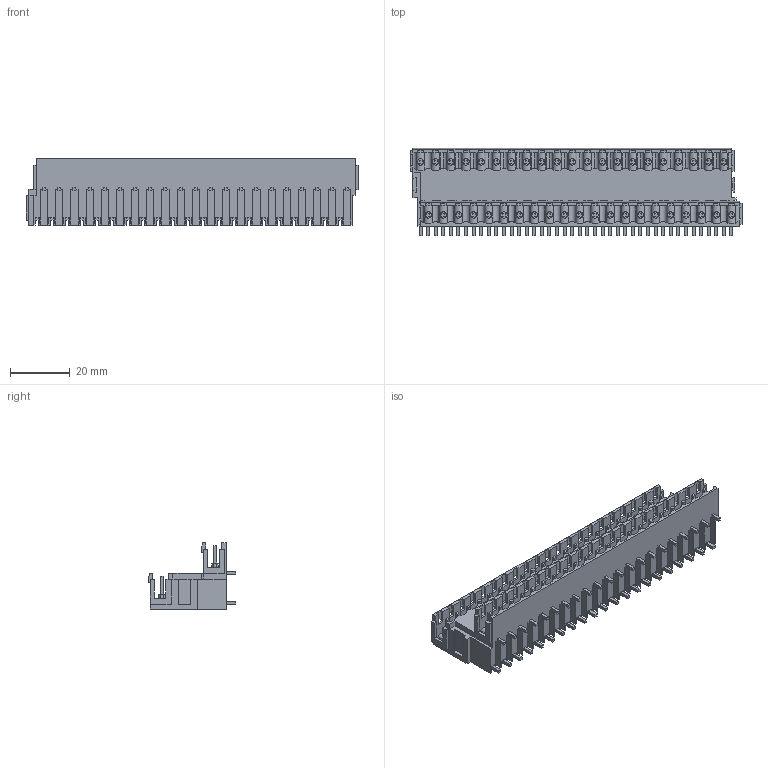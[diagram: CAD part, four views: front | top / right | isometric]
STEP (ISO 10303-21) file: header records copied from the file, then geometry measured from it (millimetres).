
FILE_DESCRIPTION(('CATIA V5 STEP Exchange','CAx-IF Rec.Pracs.--- Model Styling and Organization---1.2---2011-12-15'),'2;1');
FILE_NAME ('D1454991_0_1726470000_1726470000.stp','2017-09-26T13:16:11+00:00',('none'),('Weidmueller'),'CATIA Version 5-6 Release 2014','CATIA V5 STEP AP214','none');
FILE_SCHEMA(('AUTOMOTIVE_DESIGN { 1 0 10303 214 1 1 1 1 }'));
Products named in the file (1): 1726470000
Bounding box: 111.18 x 29.41 x 22.16 mm (x, y, z)
Volume: 25007.6 mm3; surface area: 28562.2 mm2
Topology: 43 solids, 43 shells, 1576 faces, 5310 edges, 3696 vertices
Faces by surface type: plane 1305, cylinder 271
Entity records: 56983 total; most frequent: CARTESIAN_POINT 13955, ORIENTED_EDGE 10620, DIRECTION 6515, EDGE_CURVE 5310, VECTOR 4536, LINE 4536, VERTEX_POINT 3696, EDGE_LOOP 1662
